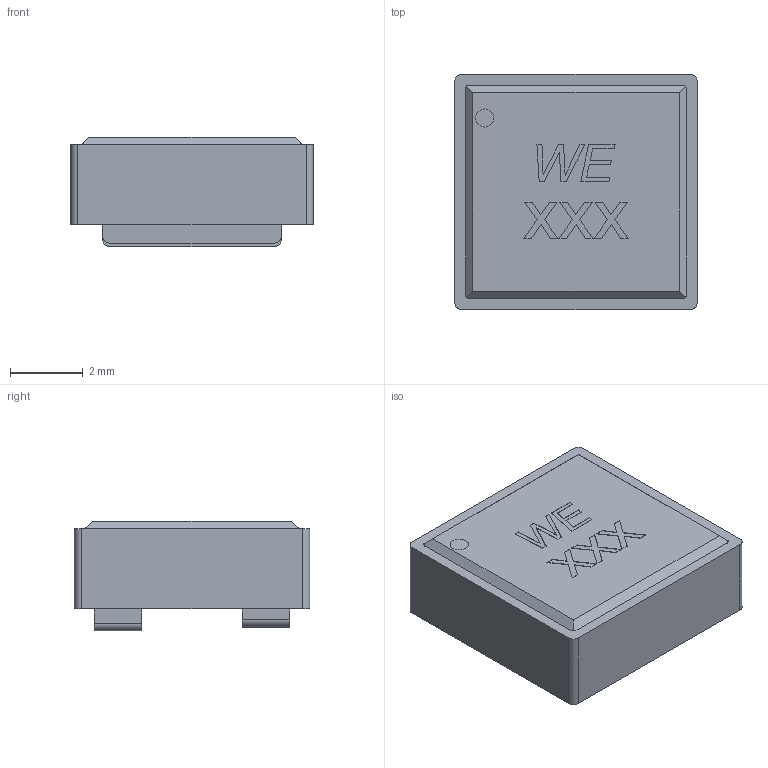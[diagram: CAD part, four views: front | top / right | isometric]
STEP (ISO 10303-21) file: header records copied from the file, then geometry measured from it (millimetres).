
FILE_DESCRIPTION(/* description */ ('Unknown'),/* implementation_level */ '2;1');
FILE_NAME(/* name */ '74439344xxx',/* time_stamp */ '2021-07-06T10:18:38+02:00',/* author */ ('Unknown'),/* organization */ ('Unknown'),/* preprocessor_version */ 'ST-DEVELOPER v16.7',/* originating_system */ 'Solid Edge',/* authorisation */ 'Unknown');
FILE_SCHEMA (('AUTOMOTIVE_DESIGN {1 0 10303 214 3 1 1}'));
Length unit declared in the file: millimetre
Products named in the file (1): 74439344xxx
Bounding box: 6.65 x 6.45 x 3 mm (x, y, z)
Volume: 107.8 mm3; surface area: 158 mm2
Topology: 1 solids, 1 shells, 102 faces, 273 edges, 182 vertices
Faces by surface type: plane 73, bspline 16, cylinder 13
Full cylindrical faces by diameter (mm): 0.5 x1
Entity records: 4161 total; most frequent: CARTESIAN_POINT 1133, ORIENTED_EDGE 544, DIRECTION 352, EDGE_CURVE 272, VERTEX_POINT 182, B_SPLINE_CURVE_WITH_KNOTS 124, LINE 118, VECTOR 118
